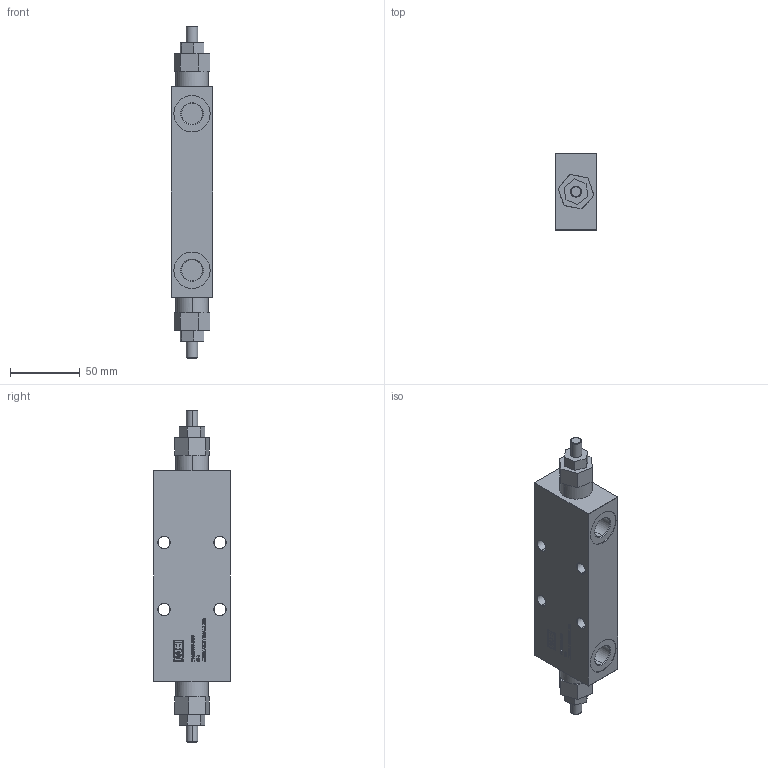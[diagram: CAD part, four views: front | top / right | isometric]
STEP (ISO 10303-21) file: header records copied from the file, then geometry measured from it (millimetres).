
FILE_DESCRIPTION (( 'STEP AP214' ), '1' );
FILE_NAME ('04P038102.STEP', '2024-01-21T12:53:58', ( '' ), ( '' ), 'SwSTEP 2.0', 'SolidWorks 2022', '' );
FILE_SCHEMA (( 'AUTOMOTIVE_DESIGN' ));
Length unit declared in the file: millimetre
Products named in the file (1): 04P038102
Bounding box: 30 x 55 x 237.6 mm (x, y, z)
Volume: 258073.9 mm3; surface area: 39302.2 mm2
Topology: 1 solids, 1 shells, 590 faces, 1500 edges, 976 vertices
Faces by surface type: plane 369, bspline 165, cylinder 32, cone 24
Entity records: 26777 total; most frequent: CARTESIAN_POINT 13496, ORIENTED_EDGE 3000, DIRECTION 2134, EDGE_CURVE 1500, LINE 1058, VECTOR 1058, VERTEX_POINT 976, EDGE_LOOP 662
